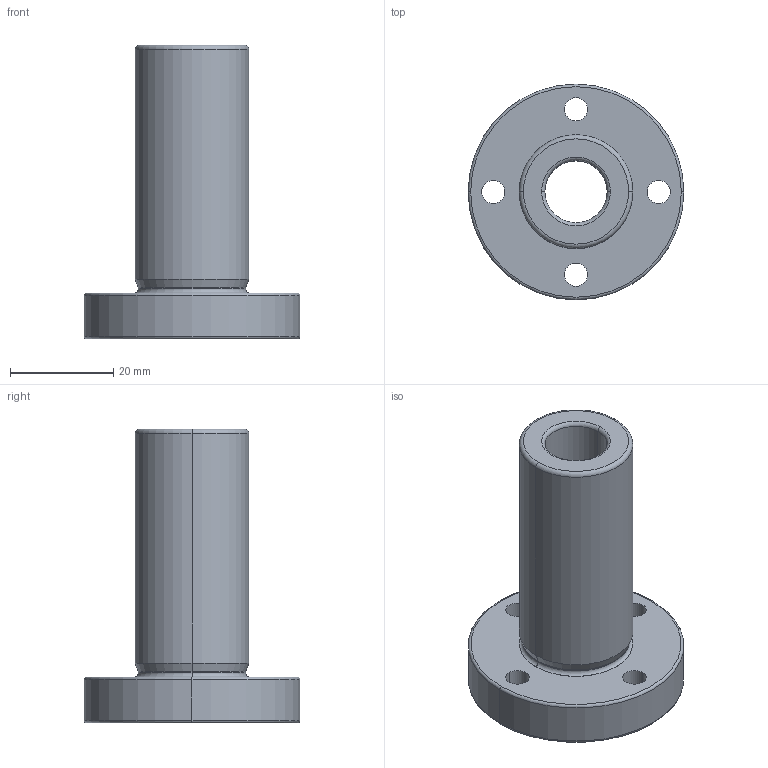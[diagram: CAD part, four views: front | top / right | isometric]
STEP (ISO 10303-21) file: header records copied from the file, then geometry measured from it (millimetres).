
FILE_DESCRIPTION (( 'STEP AP203' ), '1' );
FILE_NAME ('FlangeBearing_8A38B54EDE.step', '2022-06-11T20:41:11', ( '' ), ( '' ), 'SwSTEP 2.0', 'SolidWorks 2019', '' );
FILE_SCHEMA (( 'CONFIG_CONTROL_DESIGN' ));
Length unit declared in the file: inch
Products named in the file (3): 53cfWmirZj_CADModel_0; FlangeBearing_8A38B54EDE
Assembly tree (1 placements, depth 2):
  53cfWmirZj_CADModel_0
  FlangeBearing_8A38B54EDE
    53cfWmirZj_CADModel_0
Bounding box: 41.75 x 41.75 x 56.85 mm (x, y, z)
Volume: 22097.3 mm3; surface area: 12311.4 mm2
Topology: 3 solids, 3 shells, 57 faces, 122 edges, 74 vertices
Faces by surface type: cylinder 32, torus 14, plane 9, cone 2
Entity records: 1870 total; most frequent: DIRECTION 334, CARTESIAN_POINT 258, ORIENTED_EDGE 244, AXIS2_PLACEMENT_3D 150, EDGE_CURVE 122, CIRCLE 88, VERTEX_POINT 74, EDGE_LOOP 74
